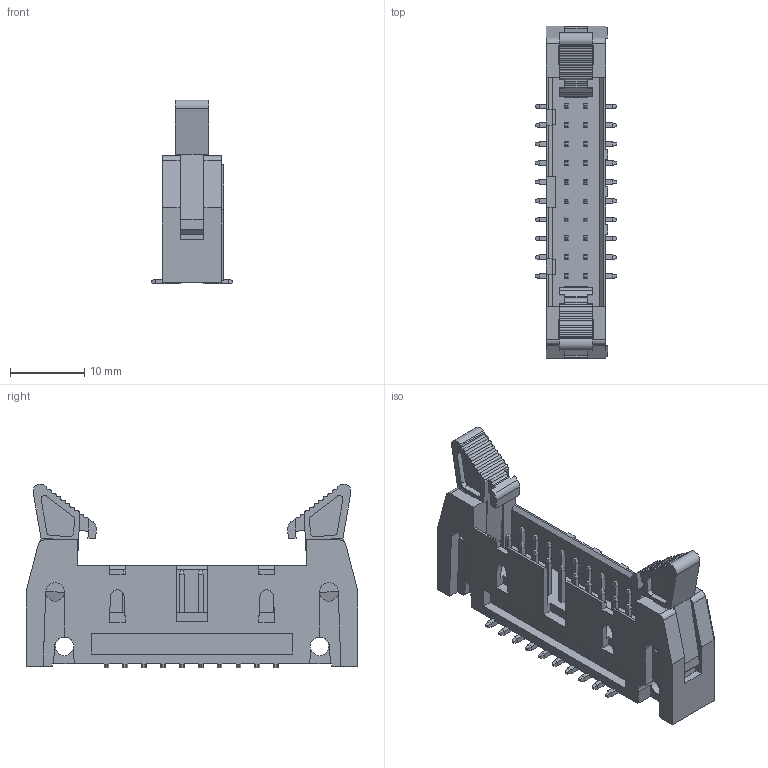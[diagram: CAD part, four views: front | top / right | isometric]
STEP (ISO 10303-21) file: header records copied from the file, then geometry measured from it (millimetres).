
FILE_DESCRIPTION(/* description */ (''),/* implementation_level */ '2;1');
FILE_NAME(/* name */ '3010-20-003-12-00.step',/* time_stamp */ '2022-02-28T18:24:53-05:00',/* author */ (''),/* organization */ (''),/* preprocessor_version */ 'ST-DEVELOPER v18.1',/* originating_system */ 'Autodesk Translation Framework v10.13.0.1454',/* authorisation */ '');
FILE_SCHEMA (('AUTOMOTIVE_DESIGN { 1 0 10303 214 3 1 1 }'));
Length unit declared in the file: millimetre
Products named in the file (1): 3010-20-003-12-00 3D
Bounding box: 11 x 44.7 x 24.76 mm (x, y, z)
Volume: 3373.4 mm3; surface area: 5510.7 mm2
Topology: 23 solids, 23 shells, 890 faces, 2283 edges, 1416 vertices
Faces by surface type: plane 754, cylinder 132, sphere 4
Full cylindrical faces by diameter (mm): 2.5 x6, 2.54 x2, 2.55 x8
Entity records: 26467 total; most frequent: CARTESIAN_POINT 4638, ORIENTED_EDGE 4566, DIRECTION 4367, EDGE_CURVE 2283, LINE 1957, VECTOR 1957, VERTEX_POINT 1416, AXIS2_PLACEMENT_3D 1205
